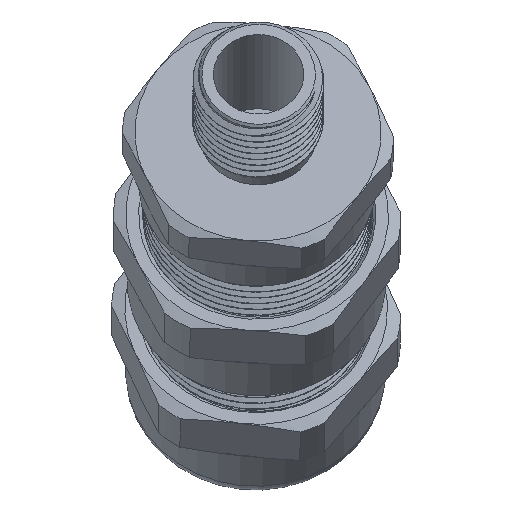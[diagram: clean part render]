
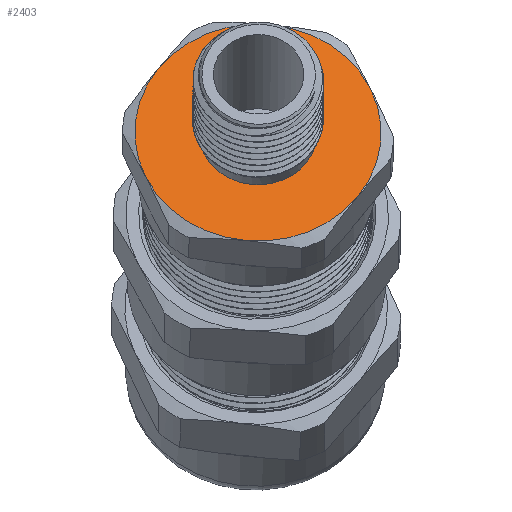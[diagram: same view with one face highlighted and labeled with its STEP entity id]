
A CAD part, left-side view. The second image highlights one B-rep face of the part: STEP entity #2403.
In plain terms, the highlighted face is planar.
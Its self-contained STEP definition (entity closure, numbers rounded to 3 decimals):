
#282=PLANE('',#2808);
#410=FACE_BOUND('',#816,.T.);
#579=FACE_OUTER_BOUND('',#815,.T.);
#815=EDGE_LOOP('',(#2154,#2155,#2156,#2157,#2158,#2159));
#816=EDGE_LOOP('',(#2160));
#977=CIRCLE('',#2784,15.);
#980=CIRCLE('',#2788,15.);
#981=CIRCLE('',#2790,15.);
#984=CIRCLE('',#2794,15.);
#986=CIRCLE('',#2797,15.);
#989=CIRCLE('',#2807,15.);
#990=CIRCLE('',#2809,7.209);
#1213=VERTEX_POINT('',#11412);
#1222=VERTEX_POINT('',#11440);
#1228=VERTEX_POINT('',#11461);
#1234=VERTEX_POINT('',#11482);
#1240=VERTEX_POINT('',#11503);
#1246=VERTEX_POINT('',#11524);
#1249=VERTEX_POINT('',#11578);
#1547=EDGE_CURVE('',#1213,#1246,#977,.T.);
#1550=EDGE_CURVE('',#1246,#1240,#980,.T.);
#1551=EDGE_CURVE('',#1222,#1234,#981,.T.);
#1554=EDGE_CURVE('',#1234,#1228,#984,.T.);
#1556=EDGE_CURVE('',#1240,#1222,#986,.T.);
#1559=EDGE_CURVE('',#1228,#1213,#989,.T.);
#1560=EDGE_CURVE('',#1249,#1249,#990,.T.);
#2154=ORIENTED_EDGE('',*,*,#1547,.F.);
#2155=ORIENTED_EDGE('',*,*,#1559,.F.);
#2156=ORIENTED_EDGE('',*,*,#1554,.F.);
#2157=ORIENTED_EDGE('',*,*,#1551,.F.);
#2158=ORIENTED_EDGE('',*,*,#1556,.F.);
#2159=ORIENTED_EDGE('',*,*,#1550,.F.);
#2160=ORIENTED_EDGE('',*,*,#1560,.T.);
#2403=ADVANCED_FACE('',(#579,#410),#282,.T.);
#2784=AXIS2_PLACEMENT_3D('',#11553,#3448,#3449);
#2788=AXIS2_PLACEMENT_3D('',#11557,#3456,#3457);
#2790=AXIS2_PLACEMENT_3D('',#11559,#3460,#3461);
#2794=AXIS2_PLACEMENT_3D('',#11563,#3468,#3469);
#2797=AXIS2_PLACEMENT_3D('',#11566,#3474,#3475);
#2807=AXIS2_PLACEMENT_3D('',#11576,#3494,#3495);
#2808=AXIS2_PLACEMENT_3D('',#11577,#3496,#3497);
#2809=AXIS2_PLACEMENT_3D('',#11579,#3498,#3499);
#3448=DIRECTION('center_axis',(1.,0.,0.));
#3449=DIRECTION('ref_axis',(0.,-1.,0.));
#3456=DIRECTION('center_axis',(1.,0.,0.));
#3457=DIRECTION('ref_axis',(0.,-1.,0.));
#3460=DIRECTION('center_axis',(1.,0.,0.));
#3461=DIRECTION('ref_axis',(0.,-1.,0.));
#3468=DIRECTION('center_axis',(1.,0.,0.));
#3469=DIRECTION('ref_axis',(0.,-1.,0.));
#3474=DIRECTION('center_axis',(1.,0.,0.));
#3475=DIRECTION('ref_axis',(0.,-1.,0.));
#3494=DIRECTION('center_axis',(1.,0.,0.));
#3495=DIRECTION('ref_axis',(0.,-1.,0.));
#3496=DIRECTION('center_axis',(-1.,0.,0.));
#3497=DIRECTION('ref_axis',(0.,0.,1.));
#3498=DIRECTION('center_axis',(1.,0.,0.));
#3499=DIRECTION('ref_axis',(0.,0.,-1.));
#11412=CARTESIAN_POINT('',(-25.,15.,0.));
#11440=CARTESIAN_POINT('',(-25.,-15.,0.));
#11461=CARTESIAN_POINT('',(-25.,7.5,-12.99));
#11482=CARTESIAN_POINT('',(-25.,-7.5,-12.99));
#11503=CARTESIAN_POINT('',(-25.,-7.5,12.99));
#11524=CARTESIAN_POINT('',(-25.,7.5,12.99));
#11553=CARTESIAN_POINT('Origin',(-25.,0.,
0.));
#11557=CARTESIAN_POINT('Origin',(-25.,0.,
0.));
#11559=CARTESIAN_POINT('Origin',(-25.,0.,
0.));
#11563=CARTESIAN_POINT('Origin',(-25.,0.,
0.));
#11566=CARTESIAN_POINT('Origin',(-25.,0.,
0.));
#11576=CARTESIAN_POINT('Origin',(-25.,0.,
0.));
#11577=CARTESIAN_POINT('Origin',(-25.,16.5,0.));
#11578=CARTESIAN_POINT('',(-25.,7.209,0.));
#11579=CARTESIAN_POINT('Origin',(-25.,0.,
0.));
